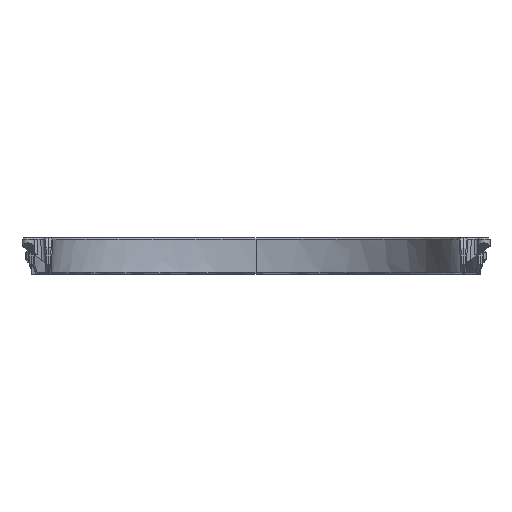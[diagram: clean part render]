
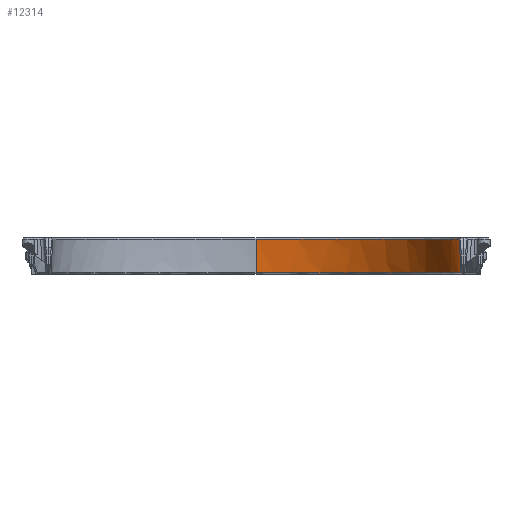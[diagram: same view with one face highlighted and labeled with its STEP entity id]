
A CAD part, front view. The second image highlights one B-rep face of the part: STEP entity #12314.
In plain terms, the highlighted free-form (B-spline) face has degree [3, 3] with [9, 4] control points.
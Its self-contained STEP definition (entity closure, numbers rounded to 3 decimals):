
#367=B_SPLINE_SURFACE_WITH_KNOTS('',3,3,((#23529,#23530,#23531,#23532),
(#23533,#23534,#23535,#23536),(#23537,#23538,#23539,#23540),(#23541,#23542,
#23543,#23544),(#23545,#23546,#23547,#23548),(#23549,#23550,#23551,#23552),
(#23553,#23554,#23555,#23556),(#23557,#23558,#23559,#23560),(#23561,#23562,
#23563,#23564)),.UNSPECIFIED.,.F.,.F.,.F.,(4,1,1,1,1,1,4),(4,4),(0.,0.143,
0.286,0.429,0.571,0.857,
1.),(-1.452,-0.06),.UNSPECIFIED.);
#1388=B_SPLINE_CURVE_WITH_KNOTS('',3,(#23372,#23373,#23374,#23375,#23376,
#23377,#23378,#23379,#23380,#23381,#23382,#23383,#23384,#23385,#23386,#23387,
#23388,#23389,#23390,#23391,#23392,#23393,#23394),.UNSPECIFIED.,.F.,.F.,
(4,1,1,1,1,1,1,1,1,1,1,1,1,1,1,1,1,1,1,1,4),(-15.974,-14.262,
-13.692,-11.41,-10.269,-9.128,
-7.987,-7.844,-7.416,-6.846,
-6.275,-6.133,-5.705,-4.564,
-3.993,-3.566,-3.423,-2.852,
-2.282,-1.141,0.),.UNSPECIFIED.);
#1390=B_SPLINE_CURVE_WITH_KNOTS('',3,(#23567,#23568,#23569,#23570,#23571,
#23572,#23573,#23574,#23575),.UNSPECIFIED.,.F.,.F.,(4,1,1,1,1,1,4),(-1.,
-0.857,-0.571,-0.429,-0.286,
-0.143,0.),.UNSPECIFIED.);
#2046=FACE_OUTER_BOUND('',#2760,.T.);
#2760=EDGE_LOOP('',(#10932,#10933,#10934,#10935));
#3117=LINE('',#16863,#4178);
#3804=LINE('',#23566,#4865);
#4178=VECTOR('',#13189,10.);
#4865=VECTOR('',#14366,10.);
#5268=VERTEX_POINT('',#16860);
#5269=VERTEX_POINT('',#16862);
#6067=VERTEX_POINT('',#23370);
#6081=VERTEX_POINT('',#23565);
#6571=EDGE_CURVE('',#5269,#5268,#3117,.F.);
#7749=EDGE_CURVE('',#6067,#5268,#1388,.T.);
#7773=EDGE_CURVE('',#6081,#6067,#3804,.T.);
#7774=EDGE_CURVE('',#5269,#6081,#1390,.T.);
#10932=ORIENTED_EDGE('',*,*,#7749,.F.);
#10933=ORIENTED_EDGE('',*,*,#7773,.F.);
#10934=ORIENTED_EDGE('',*,*,#7774,.F.);
#10935=ORIENTED_EDGE('',*,*,#6571,.T.);
#12314=ADVANCED_FACE('',(#2046),#367,.F.);
#13189=DIRECTION('',(0.052,0.,-0.999));
#14366=DIRECTION('',(0.,-0.052,0.999));
#16860=CARTESIAN_POINT('',(84.24,-54.155,14.501));
#16862=CARTESIAN_POINT('',(84.969,-54.155,0.599));
#16863=CARTESIAN_POINT('',(85.,-54.155,0.));
#23370=CARTESIAN_POINT('',(0.,27.24,14.501));
#23372=CARTESIAN_POINT('Ctrl Pts',(0.,27.24,
14.501));
#23373=CARTESIAN_POINT('Ctrl Pts',(4.435,27.24,14.501));
#23374=CARTESIAN_POINT('Ctrl Pts',(10.311,26.913,14.501));
#23375=CARTESIAN_POINT('Ctrl Pts',(21.996,25.193,14.501));
#23376=CARTESIAN_POINT('Ctrl Pts',(31.969,22.482,14.501));
#23377=CARTESIAN_POINT('Ctrl Pts',(42.717,17.575,14.501));
#23378=CARTESIAN_POINT('Ctrl Pts',(50.033,13.219,14.501));
#23379=CARTESIAN_POINT('Ctrl Pts',(54.722,9.714,14.501));
#23380=CARTESIAN_POINT('Ctrl Pts',(57.82,7.107,14.501));
#23381=CARTESIAN_POINT('Ctrl Pts',(59.834,5.32,14.501));
#23382=CARTESIAN_POINT('Ctrl Pts',(62.425,2.805,14.501));
#23383=CARTESIAN_POINT('Ctrl Pts',(64.468,0.611,14.501));
#23384=CARTESIAN_POINT('Ctrl Pts',(66.335,-1.538,14.501));
#23385=CARTESIAN_POINT('Ctrl Pts',(69.13,-4.946,14.501));
#23386=CARTESIAN_POINT('Ctrl Pts',(72.577,-9.9,14.501));
#23387=CARTESIAN_POINT('Ctrl Pts',(75.731,-15.66,14.501));
#23388=CARTESIAN_POINT('Ctrl Pts',(77.284,-18.986,14.501));
#23389=CARTESIAN_POINT('Ctrl Pts',(78.752,-22.477,14.501));
#23390=CARTESIAN_POINT('Ctrl Pts',(80.208,-26.459,14.501));
#23391=CARTESIAN_POINT('Ctrl Pts',(82.251,-33.641,14.501));
#23392=CARTESIAN_POINT('Ctrl Pts',(83.855,-42.823,14.501));
#23393=CARTESIAN_POINT('Ctrl Pts',(84.24,-50.351,14.501));
#23394=CARTESIAN_POINT('Ctrl Pts',(84.24,-54.155,14.501));
#23529=CARTESIAN_POINT('Ctrl Pts',(0.,27.24,
14.501));
#23530=CARTESIAN_POINT('Ctrl Pts',(0.,27.483,
9.867));
#23531=CARTESIAN_POINT('Ctrl Pts',(0.,27.726,
5.233));
#23532=CARTESIAN_POINT('Ctrl Pts',(0.,27.969,
0.599));
#23533=CARTESIAN_POINT('Ctrl Pts',(7.346,27.24,14.501));
#23534=CARTESIAN_POINT('Ctrl Pts',(7.361,27.483,9.867));
#23535=CARTESIAN_POINT('Ctrl Pts',(7.376,27.726,5.233));
#23536=CARTESIAN_POINT('Ctrl Pts',(7.391,27.969,0.599));
#23537=CARTESIAN_POINT('Ctrl Pts',(21.052,25.872,14.501));
#23538=CARTESIAN_POINT('Ctrl Pts',(21.101,26.111,9.867));
#23539=CARTESIAN_POINT('Ctrl Pts',(21.15,26.352,5.233));
#23540=CARTESIAN_POINT('Ctrl Pts',(21.198,26.591,0.599));
#23541=CARTESIAN_POINT('Ctrl Pts',(38.848,20.031,14.501));
#23542=CARTESIAN_POINT('Ctrl Pts',(38.949,20.255,9.867));
#23543=CARTESIAN_POINT('Ctrl Pts',(39.05,20.478,5.233));
#23544=CARTESIAN_POINT('Ctrl Pts',(39.151,20.701,0.599));
#23545=CARTESIAN_POINT('Ctrl Pts',(54.095,10.944,14.501));
#23546=CARTESIAN_POINT('Ctrl Pts',(54.242,11.139,9.867));
#23547=CARTESIAN_POINT('Ctrl Pts',(54.39,11.334,5.233));
#23548=CARTESIAN_POINT('Ctrl Pts',(54.537,11.529,0.599));
#23549=CARTESIAN_POINT('Ctrl Pts',(70.946,-5.015,14.501));
#23550=CARTESIAN_POINT('Ctrl Pts',(71.147,-4.869,9.867));
#23551=CARTESIAN_POINT('Ctrl Pts',(71.347,-4.722,5.233));
#23552=CARTESIAN_POINT('Ctrl Pts',(71.547,-4.575,0.599));
#23553=CARTESIAN_POINT('Ctrl Pts',(82.005,-26.221,14.501));
#23554=CARTESIAN_POINT('Ctrl Pts',(82.243,-26.148,9.867));
#23555=CARTESIAN_POINT('Ctrl Pts',(82.481,-26.076,5.233));
#23556=CARTESIAN_POINT('Ctrl Pts',(82.719,-26.004,0.599));
#23557=CARTESIAN_POINT('Ctrl Pts',(84.24,-46.739,14.501));
#23558=CARTESIAN_POINT('Ctrl Pts',(84.483,-46.723,9.867));
#23559=CARTESIAN_POINT('Ctrl Pts',(84.726,-46.706,5.233));
#23560=CARTESIAN_POINT('Ctrl Pts',(84.969,-46.691,0.599));
#23561=CARTESIAN_POINT('Ctrl Pts',(84.24,-54.155,14.501));
#23562=CARTESIAN_POINT('Ctrl Pts',(84.483,-54.155,9.867));
#23563=CARTESIAN_POINT('Ctrl Pts',(84.726,-54.155,5.233));
#23564=CARTESIAN_POINT('Ctrl Pts',(84.969,-54.155,0.599));
#23565=CARTESIAN_POINT('',(0.,27.969,0.599));
#23566=CARTESIAN_POINT('',(0.,28.,0.));
#23567=CARTESIAN_POINT('Ctrl Pts',(84.969,-54.155,0.599));
#23568=CARTESIAN_POINT('Ctrl Pts',(84.969,-46.691,0.599));
#23569=CARTESIAN_POINT('Ctrl Pts',(82.719,-26.005,0.599));
#23570=CARTESIAN_POINT('Ctrl Pts',(71.547,-4.574,0.599));
#23571=CARTESIAN_POINT('Ctrl Pts',(54.537,11.528,0.599));
#23572=CARTESIAN_POINT('Ctrl Pts',(39.151,20.702,0.599));
#23573=CARTESIAN_POINT('Ctrl Pts',(21.198,26.591,0.599));
#23574=CARTESIAN_POINT('Ctrl Pts',(7.391,27.969,0.599));
#23575=CARTESIAN_POINT('Ctrl Pts',(0.,27.969,
0.599));
